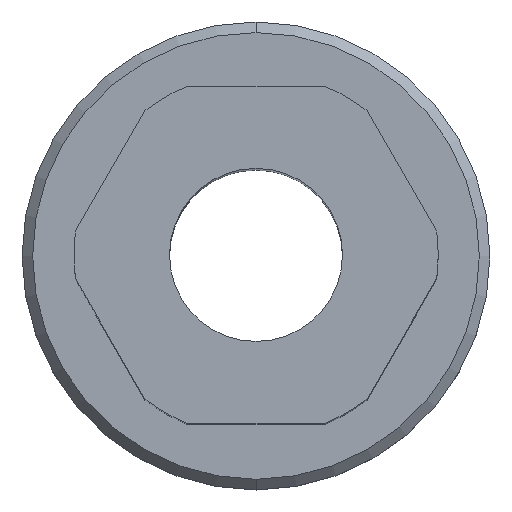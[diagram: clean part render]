
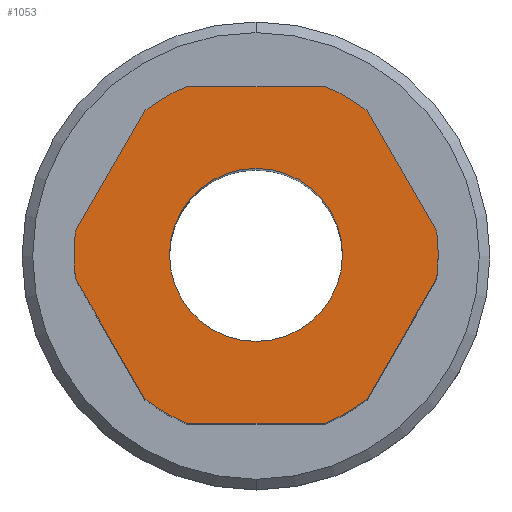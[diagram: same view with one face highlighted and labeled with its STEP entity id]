
A CAD part, top view. The second image highlights one B-rep face of the part: STEP entity #1053.
In plain terms, the highlighted planar face has unit normal (0, 0, 1).
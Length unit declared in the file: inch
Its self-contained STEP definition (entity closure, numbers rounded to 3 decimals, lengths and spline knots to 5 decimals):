
#2 = ORIENTED_EDGE ( 'NONE', *, *, #708, .T. ) ;
#8 = CARTESIAN_POINT ( 'NONE',  ( 0.26812, 0.0356, 1.5 ) ) ;
#9 = VERTEX_POINT ( 'NONE', #144 ) ;
#10 = CARTESIAN_POINT ( 'NONE',  ( 0.10322, 0.25, 1.5 ) ) ;
#13 = CARTESIAN_POINT ( 'NONE',  ( -0.16489, 0.2144, 1.5 ) ) ;
#25 = LINE ( 'NONE', #819, #1241 ) ;
#27 = DIRECTION ( 'NONE',  ( -1., 0., 0. ) ) ;
#31 = AXIS2_PLACEMENT_3D ( 'NONE', #546, #370, #1057 ) ;
#32 = CIRCLE ( 'NONE', #678, 0.1285 ) ;
#40 = EDGE_CURVE ( 'NONE', #901, #983, #1122, .T. ) ;
#43 = ORIENTED_EDGE ( 'NONE', *, *, #656, .T. ) ;
#53 = AXIS2_PLACEMENT_3D ( 'NONE', #886, #310, #405 ) ;
#77 = CARTESIAN_POINT ( 'NONE',  ( -0.10322, -0.25, 1.5 ) ) ;
#88 = DIRECTION ( 'NONE',  ( 0., 0., -1. ) ) ;
#89 = VERTEX_POINT ( 'NONE', #361 ) ;
#97 = EDGE_CURVE ( 'NONE', #597, #1039, #1099, .T. ) ;
#113 = CARTESIAN_POINT ( 'NONE',  ( 0., 0., 1.5 ) ) ;
#116 = CARTESIAN_POINT ( 'NONE',  ( 0.10322, -0.25, 1.5 ) ) ;
#128 = CARTESIAN_POINT ( 'NONE',  ( 0., 0., 1.5 ) ) ;
#144 = CARTESIAN_POINT ( 'NONE',  ( -0.16489, -0.2144, 1.5 ) ) ;
#151 = ORIENTED_EDGE ( 'NONE', *, *, #97, .T. ) ;
#165 = EDGE_CURVE ( 'NONE', #895, #1023, #636, .T. ) ;
#183 = CARTESIAN_POINT ( 'NONE',  ( 0.27047, 0., 1.5 ) ) ;
#185 = EDGE_CURVE ( 'NONE', #362, #640, #672, .T. ) ;
#188 = DIRECTION ( 'NONE',  ( 1., 0., 0. ) ) ;
#190 = DIRECTION ( 'NONE',  ( 0., 0., 1. ) ) ;
#223 = EDGE_CURVE ( 'NONE', #640, #914, #435, .T. ) ;
#233 = DIRECTION ( 'NONE',  ( 0.5, 0.866, 0. ) ) ;
#234 = VECTOR ( 'NONE', #305, 39.37008 ) ;
#246 = CARTESIAN_POINT ( 'NONE',  ( 0., 0.25, 1.5 ) ) ;
#247 = EDGE_CURVE ( 'NONE', #895, #89, #488, .T. ) ;
#261 = CARTESIAN_POINT ( 'NONE',  ( -0.26812, -0.0356, 1.5 ) ) ;
#273 = CARTESIAN_POINT ( 'NONE',  ( 0.26812, 0.0356, 1.5 ) ) ;
#277 = VECTOR ( 'NONE', #1024, 39.37008 ) ;
#281 = CARTESIAN_POINT ( 'NONE',  ( 0., 0., 1.5 ) ) ;
#284 = PLANE ( 'NONE',  #580 ) ;
#297 = CIRCLE ( 'NONE', #838, 0.27047 ) ;
#305 = DIRECTION ( 'NONE',  ( 1., 0., 0. ) ) ;
#310 = DIRECTION ( 'NONE',  ( 0., 0., -1. ) ) ;
#313 = VECTOR ( 'NONE', #391, 39.37008 ) ;
#322 = EDGE_CURVE ( 'NONE', #1039, #597, #32, .T. ) ;
#341 = DIRECTION ( 'NONE',  ( 1., 0., 0. ) ) ;
#348 = ORIENTED_EDGE ( 'NONE', *, *, #247, .T. ) ;
#359 = LINE ( 'NONE', #246, #881 ) ;
#361 = CARTESIAN_POINT ( 'NONE',  ( 0.16489, 0.2144, 1.5 ) ) ;
#362 = VERTEX_POINT ( 'NONE', #77 ) ;
#370 = DIRECTION ( 'NONE',  ( 0., 0., 1. ) ) ;
#387 = DIRECTION ( 'NONE',  ( 1., 0., 0. ) ) ;
#391 = DIRECTION ( 'NONE',  ( -0.5, 0.866, 0. ) ) ;
#405 = DIRECTION ( 'NONE',  ( 1., 0., 0. ) ) ;
#435 = CIRCLE ( 'NONE', #577, 0.27047 ) ;
#462 = ORIENTED_EDGE ( 'NONE', *, *, #185, .T. ) ;
#463 = CARTESIAN_POINT ( 'NONE',  ( 0.16489, -0.2144, 1.5 ) ) ;
#472 = ORIENTED_EDGE ( 'NONE', *, *, #223, .T. ) ;
#480 = CARTESIAN_POINT ( 'NONE',  ( 0., 0., 1.5 ) ) ;
#488 = LINE ( 'NONE', #8, #313 ) ;
#502 = DIRECTION ( 'NONE',  ( 0., 0., 1. ) ) ;
#514 = CIRCLE ( 'NONE', #538, 0.27047 ) ;
#516 = CIRCLE ( 'NONE', #861, 0.27047 ) ;
#527 = ORIENTED_EDGE ( 'NONE', *, *, #1056, .F. ) ;
#538 = AXIS2_PLACEMENT_3D ( 'NONE', #802, #1082, #341 ) ;
#546 = CARTESIAN_POINT ( 'NONE',  ( 0., 0., 1.5 ) ) ;
#567 = DIRECTION ( 'NONE',  ( 0., 0., 1. ) ) ;
#577 = AXIS2_PLACEMENT_3D ( 'NONE', #1061, #190, #387 ) ;
#580 = AXIS2_PLACEMENT_3D ( 'NONE', #480, #984, #688 ) ;
#597 = VERTEX_POINT ( 'NONE', #1156 ) ;
#621 = CARTESIAN_POINT ( 'NONE',  ( -0.16489, 0.2144, 1.5 ) ) ;
#635 = CARTESIAN_POINT ( 'NONE',  ( -0.10322, 0.25, 1.5 ) ) ;
#636 = CIRCLE ( 'NONE', #53, 0.27047 ) ;
#640 = VERTEX_POINT ( 'NONE', #116 ) ;
#656 = EDGE_CURVE ( 'NONE', #780, #901, #685, .T. ) ;
#672 = LINE ( 'NONE', #982, #234 ) ;
#678 = AXIS2_PLACEMENT_3D ( 'NONE', #1005, #894, #27 ) ;
#685 = LINE ( 'NONE', #13, #929 ) ;
#688 = DIRECTION ( 'NONE',  ( 1., 0., 0. ) ) ;
#698 = ORIENTED_EDGE ( 'NONE', *, *, #165, .F. ) ;
#703 = ORIENTED_EDGE ( 'NONE', *, *, #322, .T. ) ;
#708 = EDGE_CURVE ( 'NONE', #89, #1006, #514, .T. ) ;
#727 = CARTESIAN_POINT ( 'NONE',  ( -0.26812, 0.0356, 1.5 ) ) ;
#745 = EDGE_CURVE ( 'NONE', #910, #780, #297, .T. ) ;
#754 = CARTESIAN_POINT ( 'NONE',  ( 0.26812, -0.0356, 1.5 ) ) ;
#760 = EDGE_CURVE ( 'NONE', #914, #1071, #25, .T. ) ;
#765 = ORIENTED_EDGE ( 'NONE', *, *, #745, .T. ) ;
#772 = CARTESIAN_POINT ( 'NONE',  ( 0.1285, 0., 1.5 ) ) ;
#780 = VERTEX_POINT ( 'NONE', #621 ) ;
#781 = CIRCLE ( 'NONE', #801, 0.27047 ) ;
#801 = AXIS2_PLACEMENT_3D ( 'NONE', #113, #1059, #188 ) ;
#802 = CARTESIAN_POINT ( 'NONE',  ( 0., 0., 1.5 ) ) ;
#819 = CARTESIAN_POINT ( 'NONE',  ( 0.16489, -0.2144, 1.5 ) ) ;
#822 = ORIENTED_EDGE ( 'NONE', *, *, #978, .T. ) ;
#825 = EDGE_CURVE ( 'NONE', #1006, #910, #359, .T. ) ;
#838 = AXIS2_PLACEMENT_3D ( 'NONE', #128, #502, #921 ) ;
#850 = LINE ( 'NONE', #261, #277 ) ;
#861 = AXIS2_PLACEMENT_3D ( 'NONE', #281, #567, #1170 ) ;
#875 = EDGE_CURVE ( 'NONE', #983, #9, #850, .T. ) ;
#881 = VECTOR ( 'NONE', #1113, 39.37008 ) ;
#886 = CARTESIAN_POINT ( 'NONE',  ( 0., 0., 1.5 ) ) ;
#891 = ORIENTED_EDGE ( 'NONE', *, *, #825, .T. ) ;
#894 = DIRECTION ( 'NONE',  ( 0., 0., -1. ) ) ;
#895 = VERTEX_POINT ( 'NONE', #273 ) ;
#901 = VERTEX_POINT ( 'NONE', #727 ) ;
#910 = VERTEX_POINT ( 'NONE', #635 ) ;
#914 = VERTEX_POINT ( 'NONE', #463 ) ;
#918 = EDGE_LOOP ( 'NONE', ( #151, #703 ) ) ;
#921 = DIRECTION ( 'NONE',  ( 1., 0., 0. ) ) ;
#929 = VECTOR ( 'NONE', #1249, 39.37008 ) ;
#978 = EDGE_CURVE ( 'NONE', #9, #362, #516, .T. ) ;
#982 = CARTESIAN_POINT ( 'NONE',  ( 0., -0.25, 1.5 ) ) ;
#983 = VERTEX_POINT ( 'NONE', #1054 ) ;
#984 = DIRECTION ( 'NONE',  ( 0., 0., 1. ) ) ;
#1005 = CARTESIAN_POINT ( 'NONE',  ( 0., 0., 1.5 ) ) ;
#1006 = VERTEX_POINT ( 'NONE', #10 ) ;
#1013 = ORIENTED_EDGE ( 'NONE', *, *, #875, .T. ) ;
#1015 = ORIENTED_EDGE ( 'NONE', *, *, #40, .T. ) ;
#1023 = VERTEX_POINT ( 'NONE', #183 ) ;
#1024 = DIRECTION ( 'NONE',  ( 0.5, -0.866, 0. ) ) ;
#1039 = VERTEX_POINT ( 'NONE', #772 ) ;
#1051 = DIRECTION ( 'NONE',  ( -1., 0., 0. ) ) ;
#1053 = ADVANCED_FACE ( 'NONE', ( #1149, #1161 ), #284, .T. ) ;
#1054 = CARTESIAN_POINT ( 'NONE',  ( -0.26812, -0.0356, 1.5 ) ) ;
#1056 = EDGE_CURVE ( 'NONE', #1023, #1071, #781, .T. ) ;
#1057 = DIRECTION ( 'NONE',  ( 1., 0., 0. ) ) ;
#1059 = DIRECTION ( 'NONE',  ( 0., 0., -1. ) ) ;
#1061 = CARTESIAN_POINT ( 'NONE',  ( 0., 0., 1.5 ) ) ;
#1064 = AXIS2_PLACEMENT_3D ( 'NONE', #1233, #88, #1051 ) ;
#1071 = VERTEX_POINT ( 'NONE', #754 ) ;
#1082 = DIRECTION ( 'NONE',  ( 0., 0., 1. ) ) ;
#1099 = CIRCLE ( 'NONE', #1064, 0.1285 ) ;
#1111 = EDGE_LOOP ( 'NONE', ( #698, #348, #2, #891, #765, #43, #1015, #1013, #822, #462, #472, #1215, #527 ) ) ;
#1113 = DIRECTION ( 'NONE',  ( -1., 0., 0. ) ) ;
#1122 = CIRCLE ( 'NONE', #31, 0.27047 ) ;
#1149 = FACE_BOUND ( 'NONE', #918, .T. ) ;
#1156 = CARTESIAN_POINT ( 'NONE',  ( -0.1285, 0., 1.5 ) ) ;
#1161 = FACE_OUTER_BOUND ( 'NONE', #1111, .T. ) ;
#1170 = DIRECTION ( 'NONE',  ( 1., 0., 0. ) ) ;
#1215 = ORIENTED_EDGE ( 'NONE', *, *, #760, .T. ) ;
#1233 = CARTESIAN_POINT ( 'NONE',  ( 0., 0., 1.5 ) ) ;
#1241 = VECTOR ( 'NONE', #233, 39.37008 ) ;
#1249 = DIRECTION ( 'NONE',  ( -0.5, -0.866, 0. ) ) ;
